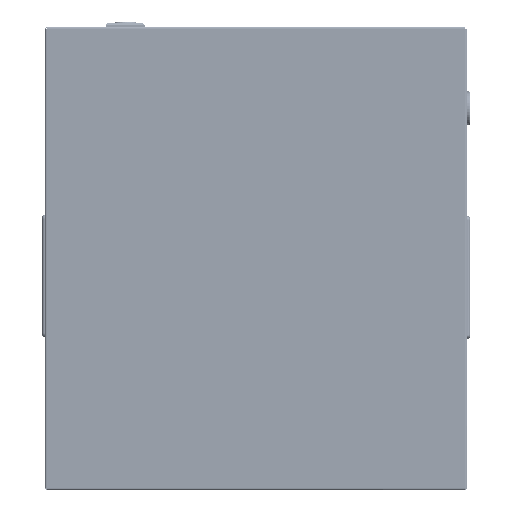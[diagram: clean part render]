
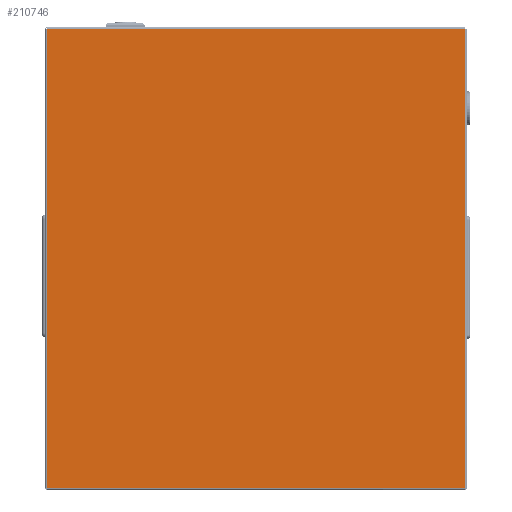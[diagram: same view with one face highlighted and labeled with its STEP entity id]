
A CAD part, left-side view. The second image highlights one B-rep face of the part: STEP entity #210746.
In plain terms, the highlighted face is planar.
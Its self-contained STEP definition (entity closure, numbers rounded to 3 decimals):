
#47 = ORIENTED_EDGE ( 'NONE', *, *, #10711, .T. ) ;
#10711 = EDGE_CURVE ( 'NONE', #72321, #208620, #120191, .T. ) ;
#21174 = VERTEX_POINT ( 'NONE', #128342 ) ;
#26812 = EDGE_CURVE ( 'NONE', #100703, #21174, #209700, .T. ) ;
#28495 = CARTESIAN_POINT ( 'NONE',  ( 168.5, 153.5, -1. ) ) ;
#28706 = VECTOR ( 'NONE', #30945, 1000. ) ;
#30945 = DIRECTION ( 'NONE',  ( -1., 0., 0. ) ) ;
#31527 = FACE_OUTER_BOUND ( 'NONE', #88886, .T. ) ;
#46336 = EDGE_CURVE ( 'NONE', #208620, #100703, #174809, .T. ) ;
#48878 = ORIENTED_EDGE ( 'NONE', *, *, #46336, .T. ) ;
#48923 = CARTESIAN_POINT ( 'NONE',  ( -168.5, 153.5, -1. ) ) ;
#51408 = PLANE ( 'NONE',  #119175 ) ;
#52576 = CARTESIAN_POINT ( 'NONE',  ( 0., 0., -1. ) ) ;
#65888 = EDGE_CURVE ( 'NONE', #21174, #72321, #133013, .T. ) ;
#67918 = DIRECTION ( 'NONE',  ( 1., 0., 0. ) ) ;
#72321 = VERTEX_POINT ( 'NONE', #149865 ) ;
#76607 = VECTOR ( 'NONE', #227283, 1000. ) ;
#88886 = EDGE_LOOP ( 'NONE', ( #48878, #121844, #222894, #47 ) ) ;
#100703 = VERTEX_POINT ( 'NONE', #112534 ) ;
#112534 = CARTESIAN_POINT ( 'NONE',  ( -168.5, 153.5, -1. ) ) ;
#119175 = AXIS2_PLACEMENT_3D ( 'NONE', #52576, #211025, #67918 ) ;
#120191 = LINE ( 'NONE', #170630, #28706 ) ;
#121844 = ORIENTED_EDGE ( 'NONE', *, *, #26812, .T. ) ;
#124328 = DIRECTION ( 'NONE',  ( 0., 1., 0. ) ) ;
#128342 = CARTESIAN_POINT ( 'NONE',  ( 168.5, 153.5, -1. ) ) ;
#133013 = LINE ( 'NONE', #28495, #197495 ) ;
#141928 = CARTESIAN_POINT ( 'NONE',  ( -168.5, -153.5, -1. ) ) ;
#144009 = VECTOR ( 'NONE', #124328, 1000. ) ;
#149865 = CARTESIAN_POINT ( 'NONE',  ( 168.5, -153.5, -1. ) ) ;
#170630 = CARTESIAN_POINT ( 'NONE',  ( 168.5, -153.5, -1. ) ) ;
#174809 = LINE ( 'NONE', #141928, #144009 ) ;
#186941 = DIRECTION ( 'NONE',  ( 0., -1., 0. ) ) ;
#197495 = VECTOR ( 'NONE', #186941, 1000. ) ;
#208620 = VERTEX_POINT ( 'NONE', #229516 ) ;
#209700 = LINE ( 'NONE', #48923, #76607 ) ;
#210746 = ADVANCED_FACE ( 'NONE', ( #31527 ), #51408, .F. ) ;
#211025 = DIRECTION ( 'NONE',  ( 0., 0., 1. ) ) ;
#222894 = ORIENTED_EDGE ( 'NONE', *, *, #65888, .T. ) ;
#227283 = DIRECTION ( 'NONE',  ( 1., 0., 0. ) ) ;
#229516 = CARTESIAN_POINT ( 'NONE',  ( -168.5, -153.5, -1. ) ) ;
